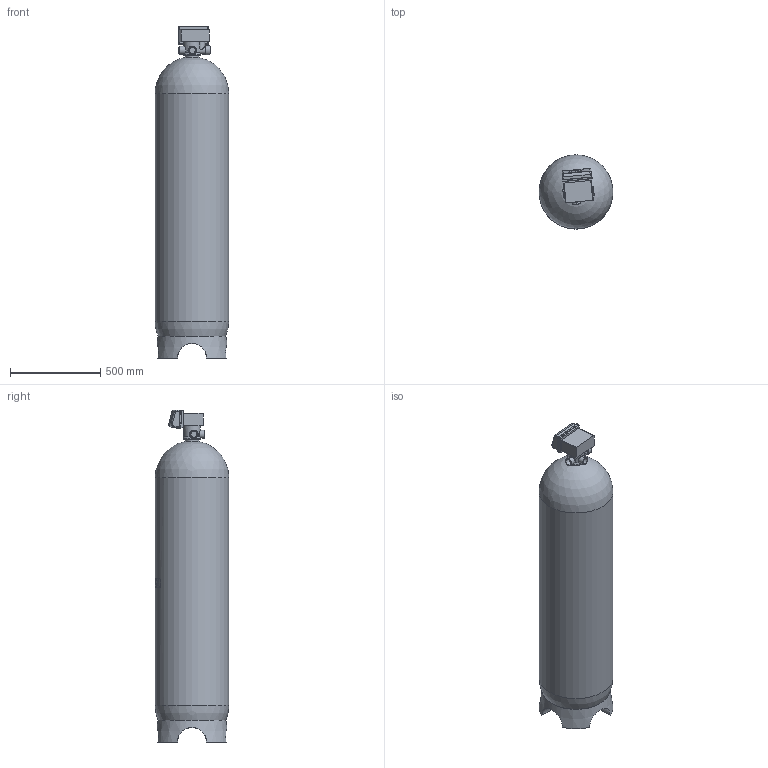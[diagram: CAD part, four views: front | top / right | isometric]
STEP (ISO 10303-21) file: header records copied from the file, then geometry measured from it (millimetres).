
FILE_DESCRIPTION(('STEP AP203'), '1');
FILE_NAME('9', '2017-07-31T16:52:40', ('Þëÿ'), (''), 'ASCON STEP Converter 1.3', 'ASCON Math Kernel', '');
FILE_SCHEMA(('CONFIG_CONTROL_DESIGN'));
Length unit declared in the file: millimetre
Bounding box: 410 x 410 x 1840.63 mm (x, y, z)
Volume: 205747689.8 mm3; surface area: 2430208.8 mm2
Topology: 1 solids, 1 shells, 599 faces, 1656 edges, 1087 vertices
Faces by surface type: cylinder 416, plane 161, sphere 10, cone 4, torus 4, bspline 4
Full cylindrical faces by diameter (mm): 36 x2, 38 x1, 45 x3, 52 x1, 76 x1, 99.238 x1, 410 x1
Entity records: 35132 total; most frequent: CARTESIAN_POINT 16779, ORIENTED_EDGE 3262, DIRECTION 2123, EDGE_CURVE 1631, VERTEX_POINT 1087, AXIS2_PLACEMENT_3D 734, B_SPLINE_CURVE_WITH_KNOTS 730, LINE 655
